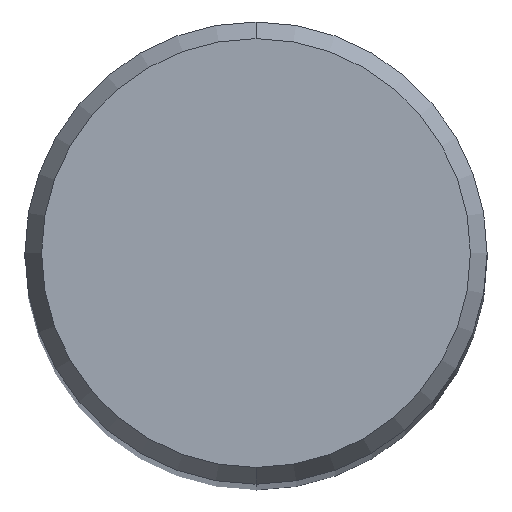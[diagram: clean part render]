
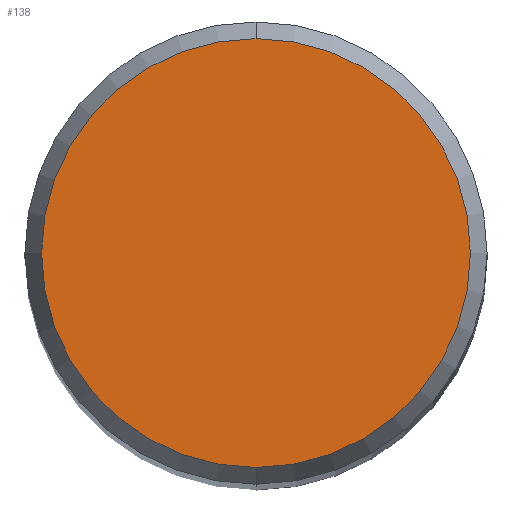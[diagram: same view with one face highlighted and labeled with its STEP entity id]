
A CAD part, top view. The second image highlights one B-rep face of the part: STEP entity #138.
In plain terms, the highlighted planar face has unit normal (0, 0, 1).
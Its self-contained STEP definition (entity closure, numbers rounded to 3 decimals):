
#138=ADVANCED_FACE('',(#300),#301,.T.);
#146=VERTEX_POINT('',#310);
#150=EDGE_CURVE('',#146,#158,#314,.T.);
#158=VERTEX_POINT('',#322);
#220=EDGE_CURVE('',#158,#146,#389,.T.);
#300=FACE_OUTER_BOUND('',#470,.T.);
#301=PLANE('',#471);
#310=CARTESIAN_POINT('',(0.,-2.946,0.01));
#314=CIRCLE('',#489,2.946);
#322=CARTESIAN_POINT('',(0.0,2.946,0.01));
#389=CIRCLE('',#588,2.946);
#470=EDGE_LOOP('',(#691,#692));
#471=AXIS2_PLACEMENT_3D('',#693,#694,#695);
#489=AXIS2_PLACEMENT_3D('',#711,#712,#713);
#588=AXIS2_PLACEMENT_3D('',#788,#789,#790);
#691=ORIENTED_EDGE('',*,*,#220,.F.);
#692=ORIENTED_EDGE('',*,*,#150,.F.);
#693=CARTESIAN_POINT('',(0.0,1.473,0.01));
#694=DIRECTION('',(-0.0,0.0,1.0));
#695=DIRECTION('',(0.0,-1.0,0.0));
#711=CARTESIAN_POINT('',(0.0,0.0,0.01));
#712=DIRECTION('',(0.0,0.0,-1.0));
#713=DIRECTION('',(0.0,1.0,0.0));
#788=CARTESIAN_POINT('',(0.0,0.0,0.01));
#789=DIRECTION('',(0.0,0.0,-1.0));
#790=DIRECTION('',(0.0,1.0,0.0));
